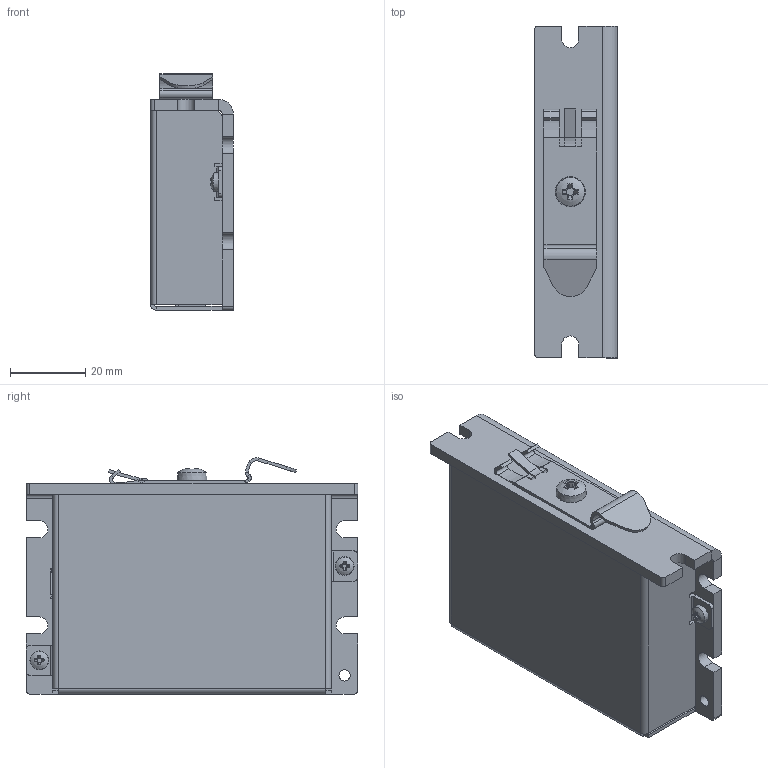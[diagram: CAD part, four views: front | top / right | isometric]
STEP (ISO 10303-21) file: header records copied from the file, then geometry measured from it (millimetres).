
FILE_DESCRIPTION(/* description */ ('+Rail Clip'),/* implementation_level */ '2;1');
FILE_NAME(/* name */ 'D-00003612.stp',/* time_stamp */ '2020-05-28T09:30:32+02:00',/* author */ ('angelika.schneid'),/* organization */ (''),/* preprocessor_version */ 'ST-DEVELOPER v17.2',/* originating_system */ 'Autodesk Inventor 2019',/* authorisation */ '');
FILE_SCHEMA (('AUTOMOTIVE_DESIGN { 1 0 10303 214 3 1 1 }'));
Products named in the file (4): D-00003612; D-00003611; 0687900000_10178_FM4-TS35_S3D; DIN 7985 (H) - M4x6-H
Assembly tree (3 placements, depth 2):
  D-00003612
    D-00003611
    0687900000_10178_FM4-TS35_S3D
    DIN 7985 (H) - M4x6-H
Bounding box: 22 x 88 x 62.73 mm (x, y, z)
Volume: 29586 mm3; surface area: 35656.3 mm2
Topology: 13 solids, 15 shells, 2135 faces, 5559 edges, 3579 vertices
Faces by surface type: plane 1623, cylinder 432, cone 59, bspline 14, torus 4, sphere 3
Full cylindrical faces by diameter (mm): 0.4 x2, 0.457 x4, 1.2 x21, 1.25 x6, 1.6 x17, 2.275 x2, 2.5 x5, 3 x1, 3.65 x1, 4 x2, 4.2 x5
Entity records: 67526 total; most frequent: CARTESIAN_POINT 12141, ORIENTED_EDGE 11094, DIRECTION 10912, EDGE_CURVE 5559, LINE 4246, VECTOR 4246, VERTEX_POINT 3579, AXIS2_PLACEMENT_3D 3333
